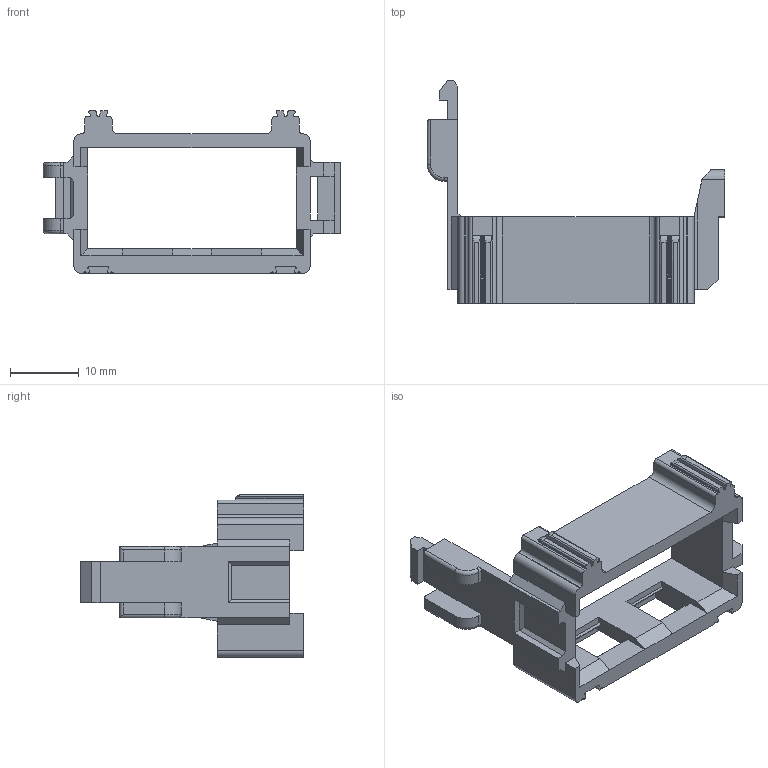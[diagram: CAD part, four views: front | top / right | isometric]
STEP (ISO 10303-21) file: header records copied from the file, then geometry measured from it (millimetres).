
FILE_DESCRIPTION((''),'2;1');
FILE_NAME('LJT1','2017-09-12T',('tl.yang'),(''),'PRO/ENGINEER BY PARAMETRIC TECHNOLOGY CORPORATION, 2011500','PRO/ENGINEER BY PARAMETRIC TECHNOLOGY CORPORATION, 2011500','');
FILE_SCHEMA(('CONFIG_CONTROL_DESIGN'));
Length unit declared in the file: millimetre
Products named in the file (1): LJT1
Bounding box: 43.4 x 32.5 x 23.7 mm (x, y, z)
Volume: 3610.8 mm3; surface area: 4228.9 mm2
Topology: 1 solids, 1 shells, 191 faces, 551 edges, 356 vertices
Faces by surface type: plane 131, cylinder 58, torus 2
Entity records: 6322 total; most frequent: CARTESIAN_POINT 1236, ORIENTED_EDGE 1102, DIRECTION 997, EDGE_CURVE 551, VECTOR 433, LINE 433, VERTEX_POINT 356, AXIS2_PLACEMENT_3D 282
